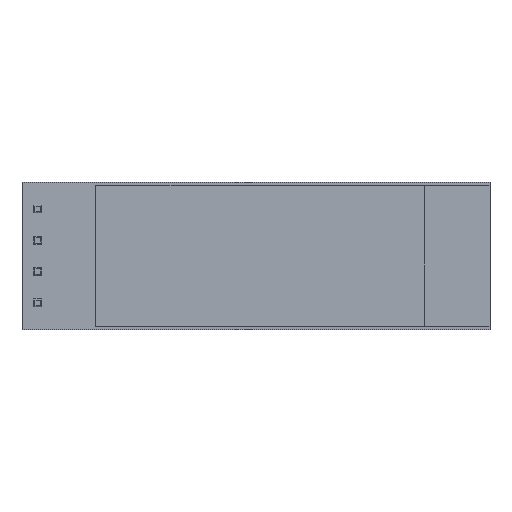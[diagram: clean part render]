
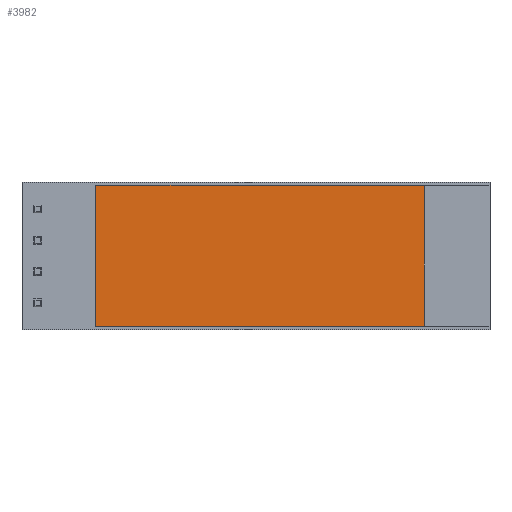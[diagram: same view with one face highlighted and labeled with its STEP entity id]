
A CAD part, top view. The second image highlights one B-rep face of the part: STEP entity #3982.
In plain terms, the highlighted planar face has unit normal (0, 0, 1).
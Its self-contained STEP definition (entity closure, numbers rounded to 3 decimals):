
#82 = DIRECTION ( 'NONE',  ( 1., 0., 0. ) ) ;
#274 = VERTEX_POINT ( 'NONE', #5062 ) ;
#435 = LINE ( 'NONE', #2203, #4154 ) ;
#473 = PLANE ( 'NONE',  #1456 ) ;
#650 = CARTESIAN_POINT ( 'NONE',  ( -13., 5.72, 3.2 ) ) ;
#830 = DIRECTION ( 'NONE',  ( 0., 1., 0. ) ) ;
#879 = EDGE_CURVE ( 'NONE', #1600, #2622, #5353, .T. ) ;
#893 = CARTESIAN_POINT ( 'NONE',  ( 0., 0., 3.2 ) ) ;
#1145 = VERTEX_POINT ( 'NONE', #5440 ) ;
#1254 = DIRECTION ( 'NONE',  ( 0., -1., 0. ) ) ;
#1313 = EDGE_LOOP ( 'NONE', ( #1399, #5795, #2232, #5621 ) ) ;
#1399 = ORIENTED_EDGE ( 'NONE', *, *, #879, .T. ) ;
#1456 = AXIS2_PLACEMENT_3D ( 'NONE', #893, #1835, #3233 ) ;
#1600 = VERTEX_POINT ( 'NONE', #650 ) ;
#1835 = DIRECTION ( 'NONE',  ( 0., 0., 1. ) ) ;
#2076 = DIRECTION ( 'NONE',  ( -1., 0., 0. ) ) ;
#2203 = CARTESIAN_POINT ( 'NONE',  ( -13., -5.72, 3.2 ) ) ;
#2232 = ORIENTED_EDGE ( 'NONE', *, *, #3503, .T. ) ;
#2254 = EDGE_CURVE ( 'NONE', #2622, #1145, #435, .T. ) ;
#2622 = VERTEX_POINT ( 'NONE', #4833 ) ;
#2926 = LINE ( 'NONE', #5640, #5779 ) ;
#3045 = LINE ( 'NONE', #4836, #5132 ) ;
#3204 = FACE_OUTER_BOUND ( 'NONE', #1313, .T. ) ;
#3233 = DIRECTION ( 'NONE',  ( 1., 0., 0. ) ) ;
#3454 = CARTESIAN_POINT ( 'NONE',  ( -13., 5.72, 3.2 ) ) ;
#3503 = EDGE_CURVE ( 'NONE', #1145, #274, #3045, .T. ) ;
#3963 = VECTOR ( 'NONE', #1254, 1000. ) ;
#3982 = ADVANCED_FACE ( 'NONE', ( #3204 ), #473, .T. ) ;
#4154 = VECTOR ( 'NONE', #82, 1000. ) ;
#4685 = EDGE_CURVE ( 'NONE', #274, #1600, #2926, .T. ) ;
#4833 = CARTESIAN_POINT ( 'NONE',  ( -13., -5.72, 3.2 ) ) ;
#4836 = CARTESIAN_POINT ( 'NONE',  ( 13.67, 5.72, 3.2 ) ) ;
#5062 = CARTESIAN_POINT ( 'NONE',  ( 13.67, 5.72, 3.2 ) ) ;
#5132 = VECTOR ( 'NONE', #830, 1000. ) ;
#5353 = LINE ( 'NONE', #3454, #3963 ) ;
#5440 = CARTESIAN_POINT ( 'NONE',  ( 13.67, -5.72, 3.2 ) ) ;
#5621 = ORIENTED_EDGE ( 'NONE', *, *, #4685, .T. ) ;
#5640 = CARTESIAN_POINT ( 'NONE',  ( -13., 5.72, 3.2 ) ) ;
#5779 = VECTOR ( 'NONE', #2076, 1000. ) ;
#5795 = ORIENTED_EDGE ( 'NONE', *, *, #2254, .T. ) ;
